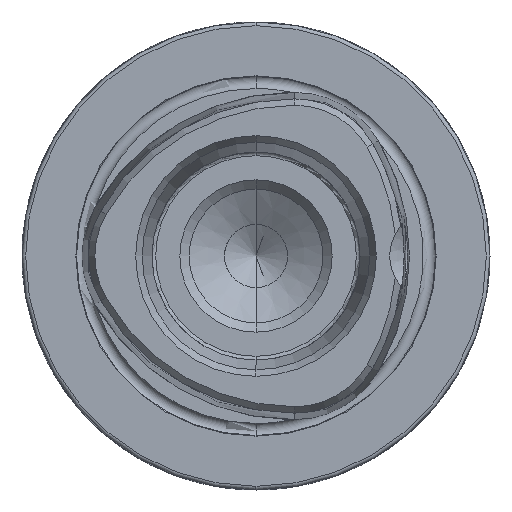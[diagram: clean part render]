
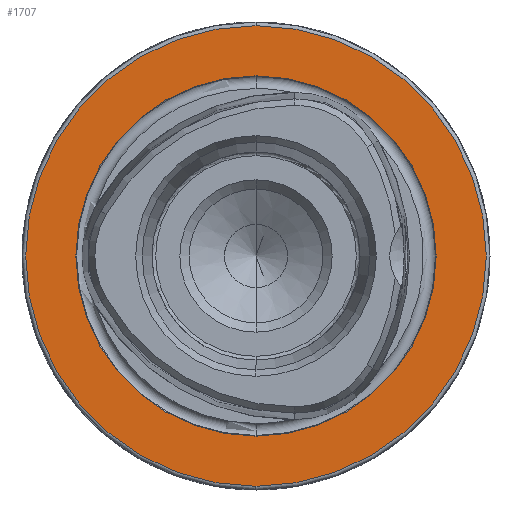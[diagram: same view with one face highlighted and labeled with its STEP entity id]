
A CAD part, left-side view. The second image highlights one B-rep face of the part: STEP entity #1707.
In plain terms, the highlighted planar face has unit normal (-1, 0, 0).
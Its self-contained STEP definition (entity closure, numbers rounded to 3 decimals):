
#378 = CARTESIAN_POINT ( 'NONE',  ( 0., 24.25, 0. ) ) ;
#384 = PLANE ( 'NONE',  #3201 ) ;
#386 = DIRECTION ( 'NONE',  ( 1., 0., 0. ) ) ;
#387 = DIRECTION ( 'NONE',  ( 0., 0., -1. ) ) ;
#947 = CIRCLE ( 'NONE', #2466, 24.25 ) ;
#948 = CIRCLE ( 'NONE', #2465, 31. ) ;
#1128 = CIRCLE ( 'NONE', #2491, 24.25 ) ;
#1136 = CIRCLE ( 'NONE', #2494, 31. ) ;
#1707 = ADVANCED_FACE ( 'NONE', ( #7253, #7249 ), #384, .F. ) ;
#2465 = AXIS2_PLACEMENT_3D ( 'NONE', #5566, #5567, #5568 ) ;
#2466 = AXIS2_PLACEMENT_3D ( 'NONE', #5570, #5571, #5572 ) ;
#2491 = AXIS2_PLACEMENT_3D ( 'NONE', #5006, #5008, #5010 ) ;
#2494 = AXIS2_PLACEMENT_3D ( 'NONE', #5031, #5033, #5035 ) ;
#2680 = EDGE_CURVE ( 'NONE', #5758, #5757, #948, .T. ) ;
#2681 = EDGE_CURVE ( 'NONE', #5756, #5754, #947, .T. ) ;
#3201 = AXIS2_PLACEMENT_3D ( 'NONE', #378, #386, #387 ) ;
#3555 = EDGE_CURVE ( 'NONE', #5754, #5756, #1128, .T. ) ;
#3559 = EDGE_CURVE ( 'NONE', #5757, #5758, #1136, .T. ) ;
#5006 = CARTESIAN_POINT ( 'NONE',  ( 0., 0., 0. ) ) ;
#5008 = DIRECTION ( 'NONE',  ( -1., 0., 0. ) ) ;
#5010 = DIRECTION ( 'NONE',  ( 0., 0., 1. ) ) ;
#5031 = CARTESIAN_POINT ( 'NONE',  ( 0., 0., 0. ) ) ;
#5033 = DIRECTION ( 'NONE',  ( -1., 0., 0. ) ) ;
#5035 = DIRECTION ( 'NONE',  ( 0., 0., 1. ) ) ;
#5566 = CARTESIAN_POINT ( 'NONE',  ( 0., 0., 0. ) ) ;
#5567 = DIRECTION ( 'NONE',  ( -1., 0., 0. ) ) ;
#5568 = DIRECTION ( 'NONE',  ( 0., 0., 1. ) ) ;
#5570 = CARTESIAN_POINT ( 'NONE',  ( 0., 0., 0. ) ) ;
#5571 = DIRECTION ( 'NONE',  ( -1., 0., 0. ) ) ;
#5572 = DIRECTION ( 'NONE',  ( 0., 0., 1. ) ) ;
#5754 = VERTEX_POINT ( 'NONE', #8991 ) ;
#5756 = VERTEX_POINT ( 'NONE', #8993 ) ;
#5757 = VERTEX_POINT ( 'NONE', #8994 ) ;
#5758 = VERTEX_POINT ( 'NONE', #8995 ) ;
#7249 = FACE_OUTER_BOUND ( 'NONE', #8604, .T. ) ;
#7253 = FACE_BOUND ( 'NONE', #8603, .T. ) ;
#7708 = ORIENTED_EDGE ( 'NONE', *, *, #3559, .T. ) ;
#7811 = ORIENTED_EDGE ( 'NONE', *, *, #2681, .F. ) ;
#7856 = ORIENTED_EDGE ( 'NONE', *, *, #3555, .F. ) ;
#7896 = ORIENTED_EDGE ( 'NONE', *, *, #2680, .T. ) ;
#8603 = EDGE_LOOP ( 'NONE', ( #7811, #7856 ) ) ;
#8604 = EDGE_LOOP ( 'NONE', ( #7708, #7896 ) ) ;
#8991 = CARTESIAN_POINT ( 'NONE',  ( 0., 0., -24.25 ) ) ;
#8993 = CARTESIAN_POINT ( 'NONE',  ( 0., 0., 24.25 ) ) ;
#8994 = CARTESIAN_POINT ( 'NONE',  ( 0., 0., 31. ) ) ;
#8995 = CARTESIAN_POINT ( 'NONE',  ( 0., 0., -31. ) ) ;
